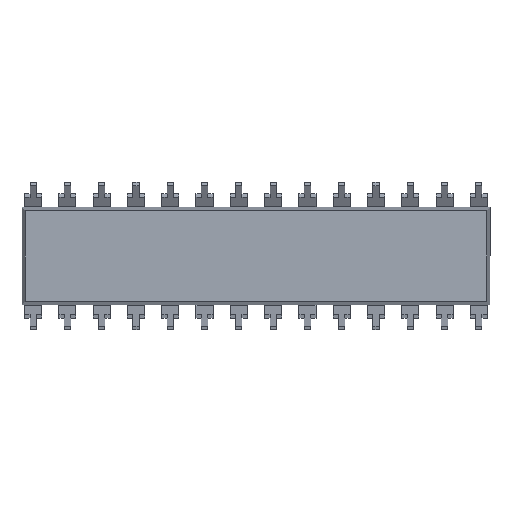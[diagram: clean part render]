
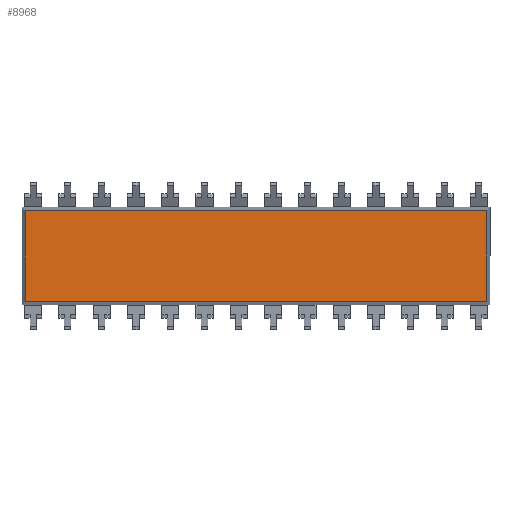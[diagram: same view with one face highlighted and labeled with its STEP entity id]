
A CAD part, front view. The second image highlights one B-rep face of the part: STEP entity #8968.
In plain terms, the highlighted planar face has unit normal (0, -1, 0).
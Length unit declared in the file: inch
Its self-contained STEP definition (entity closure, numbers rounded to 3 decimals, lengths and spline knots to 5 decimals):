
#77 = LINE ( 'NONE', #5385, #7515 ) ;
#734 = CARTESIAN_POINT ( 'NONE',  ( 0., 0.05, 0. ) ) ;
#772 = PLANE ( 'NONE',  #5478 ) ;
#826 = VECTOR ( 'NONE', #5154, 39.37008 ) ;
#982 = VERTEX_POINT ( 'NONE', #5599 ) ;
#1517 = EDGE_LOOP ( 'NONE', ( #7093, #9378, #12742, #10366 ) ) ;
#2520 = LINE ( 'NONE', #5081, #3296 ) ;
#2659 = VERTEX_POINT ( 'NONE', #11700 ) ;
#2708 = DIRECTION ( 'NONE',  ( 0., -1., 0. ) ) ;
#3198 = CARTESIAN_POINT ( 'NONE',  ( 0.67266, 0.05, -0.13266 ) ) ;
#3296 = VECTOR ( 'NONE', #9972, 39.37008 ) ;
#3661 = LINE ( 'NONE', #10083, #12844 ) ;
#4142 = DIRECTION ( 'NONE',  ( 1., 0., 0. ) ) ;
#4176 = CARTESIAN_POINT ( 'NONE',  ( -0.67266, 0.05, 0.1425 ) ) ;
#4959 = VERTEX_POINT ( 'NONE', #6613 ) ;
#5081 = CARTESIAN_POINT ( 'NONE',  ( 0.6825, 0.05, 0.13266 ) ) ;
#5154 = DIRECTION ( 'NONE',  ( 0., 0., -1. ) ) ;
#5385 = CARTESIAN_POINT ( 'NONE',  ( 0.67266, 0.05, -0.1425 ) ) ;
#5478 = AXIS2_PLACEMENT_3D ( 'NONE', #734, #2708, #9522 ) ;
#5599 = CARTESIAN_POINT ( 'NONE',  ( -0.67266, 0.05, -0.13266 ) ) ;
#5716 = EDGE_CURVE ( 'NONE', #6910, #4959, #77, .T. ) ;
#6075 = EDGE_CURVE ( 'NONE', #4959, #2659, #2520, .T. ) ;
#6613 = CARTESIAN_POINT ( 'NONE',  ( 0.67266, 0.05, 0.13266 ) ) ;
#6910 = VERTEX_POINT ( 'NONE', #3198 ) ;
#7093 = ORIENTED_EDGE ( 'NONE', *, *, #10033, .T. ) ;
#7515 = VECTOR ( 'NONE', #11284, 39.37008 ) ;
#8968 = ADVANCED_FACE ( 'NONE', ( #10211 ), #772, .T. ) ;
#9378 = ORIENTED_EDGE ( 'NONE', *, *, #5716, .T. ) ;
#9522 = DIRECTION ( 'NONE',  ( 0., 0., -1. ) ) ;
#9972 = DIRECTION ( 'NONE',  ( -1., 0., 0. ) ) ;
#10033 = EDGE_CURVE ( 'NONE', #982, #6910, #3661, .T. ) ;
#10083 = CARTESIAN_POINT ( 'NONE',  ( -0.6825, 0.05, -0.13266 ) ) ;
#10123 = LINE ( 'NONE', #4176, #826 ) ;
#10211 = FACE_OUTER_BOUND ( 'NONE', #1517, .T. ) ;
#10366 = ORIENTED_EDGE ( 'NONE', *, *, #12238, .T. ) ;
#11284 = DIRECTION ( 'NONE',  ( 0., 0., 1. ) ) ;
#11700 = CARTESIAN_POINT ( 'NONE',  ( -0.67266, 0.05, 0.13266 ) ) ;
#12238 = EDGE_CURVE ( 'NONE', #2659, #982, #10123, .T. ) ;
#12742 = ORIENTED_EDGE ( 'NONE', *, *, #6075, .T. ) ;
#12844 = VECTOR ( 'NONE', #4142, 39.37008 ) ;
